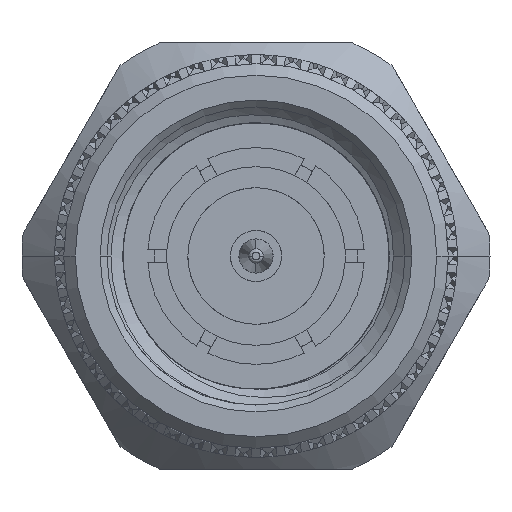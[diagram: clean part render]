
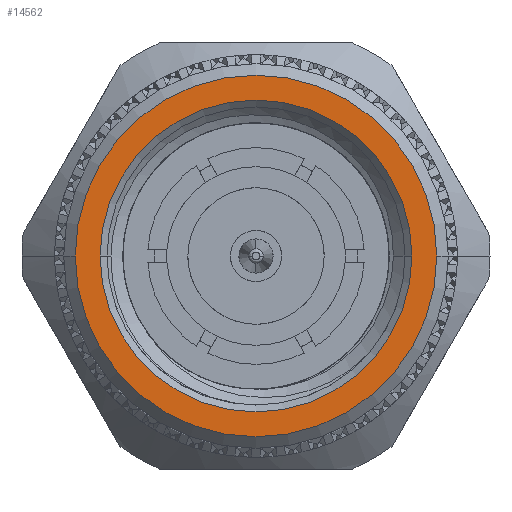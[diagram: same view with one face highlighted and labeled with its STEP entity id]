
A CAD part, left-side view. The second image highlights one B-rep face of the part: STEP entity #14562.
In plain terms, the highlighted planar face has unit normal (-1, 0, 0).
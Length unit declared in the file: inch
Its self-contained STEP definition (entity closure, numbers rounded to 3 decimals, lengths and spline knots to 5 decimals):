
#2464 = EDGE_LOOP ( 'NONE', ( #56784, #31089 ) ) ;
#3073 = CARTESIAN_POINT ( 'NONE',  ( 0., 0., 0. ) ) ;
#5378 = VERTEX_POINT ( 'NONE', #31758 ) ;
#5526 = EDGE_CURVE ( 'NONE', #65343, #18512, #35058, .T. ) ;
#8911 = CIRCLE ( 'NONE', #41647, 0.26528 ) ;
#9620 = PLANE ( 'NONE',  #48101 ) ;
#9851 = CARTESIAN_POINT ( 'NONE',  ( 0., -0.26528, 0. ) ) ;
#13336 = EDGE_CURVE ( 'NONE', #51652, #5378, #60096, .T. ) ;
#13456 = EDGE_LOOP ( 'NONE', ( #29885, #21920 ) ) ;
#14018 = CIRCLE ( 'NONE', #62071, 0.22875 ) ;
#14562 = ADVANCED_FACE ( 'NONE', ( #35934, #20582 ), #9620, .F. ) ;
#15422 = DIRECTION ( 'NONE',  ( 0., 1., 0. ) ) ;
#18394 = CARTESIAN_POINT ( 'NONE',  ( 0., 0., 0. ) ) ;
#18512 = VERTEX_POINT ( 'NONE', #60418 ) ;
#19813 = AXIS2_PLACEMENT_3D ( 'NONE', #65240, #28678, #45059 ) ;
#20582 = FACE_OUTER_BOUND ( 'NONE', #2464, .T. ) ;
#20811 = DIRECTION ( 'NONE',  ( 0., 1., 0. ) ) ;
#21920 = ORIENTED_EDGE ( 'NONE', *, *, #51651, .T. ) ;
#22582 = EDGE_CURVE ( 'NONE', #5378, #51652, #8911, .T. ) ;
#24556 = DIRECTION ( 'NONE',  ( 0., 1., 0. ) ) ;
#28678 = DIRECTION ( 'NONE',  ( 1., 0., 0. ) ) ;
#29885 = ORIENTED_EDGE ( 'NONE', *, *, #5526, .T. ) ;
#31089 = ORIENTED_EDGE ( 'NONE', *, *, #13336, .F. ) ;
#31758 = CARTESIAN_POINT ( 'NONE',  ( 0., 0.26528, 0. ) ) ;
#35058 = CIRCLE ( 'NONE', #19813, 0.22875 ) ;
#35934 = FACE_BOUND ( 'NONE', #13456, .T. ) ;
#36939 = CARTESIAN_POINT ( 'NONE',  ( 0., 0.27, 0. ) ) ;
#41647 = AXIS2_PLACEMENT_3D ( 'NONE', #18394, #55653, #49153 ) ;
#44028 = DIRECTION ( 'NONE',  ( 1., 0., 0. ) ) ;
#44764 = DIRECTION ( 'NONE',  ( 1., 0., 0. ) ) ;
#45059 = DIRECTION ( 'NONE',  ( 0., 1., 0. ) ) ;
#48101 = AXIS2_PLACEMENT_3D ( 'NONE', #36939, #56826, #15422 ) ;
#49153 = DIRECTION ( 'NONE',  ( 0., 1., 0. ) ) ;
#49275 = CARTESIAN_POINT ( 'NONE',  ( 0., -0.22875, 0. ) ) ;
#51651 = EDGE_CURVE ( 'NONE', #18512, #65343, #14018, .T. ) ;
#51652 = VERTEX_POINT ( 'NONE', #9851 ) ;
#55653 = DIRECTION ( 'NONE',  ( 1., 0., 0. ) ) ;
#56784 = ORIENTED_EDGE ( 'NONE', *, *, #22582, .F. ) ;
#56826 = DIRECTION ( 'NONE',  ( 1., 0., 0. ) ) ;
#60096 = CIRCLE ( 'NONE', #64476, 0.26528 ) ;
#60418 = CARTESIAN_POINT ( 'NONE',  ( 0., 0.22875, 0. ) ) ;
#60461 = CARTESIAN_POINT ( 'NONE',  ( 0., 0., 0. ) ) ;
#62071 = AXIS2_PLACEMENT_3D ( 'NONE', #3073, #44764, #20811 ) ;
#64476 = AXIS2_PLACEMENT_3D ( 'NONE', #60461, #44028, #24556 ) ;
#65240 = CARTESIAN_POINT ( 'NONE',  ( 0., 0., 0. ) ) ;
#65343 = VERTEX_POINT ( 'NONE', #49275 ) ;
